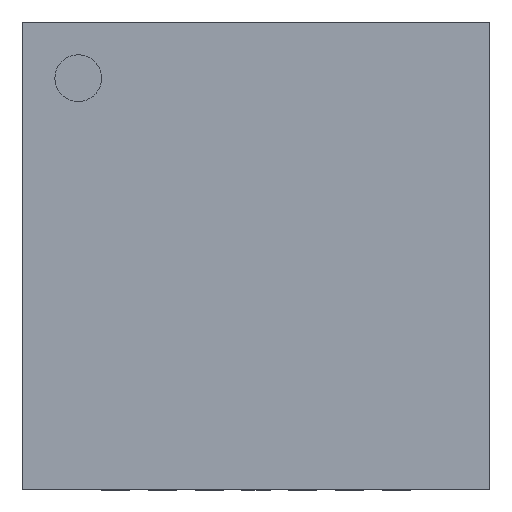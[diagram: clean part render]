
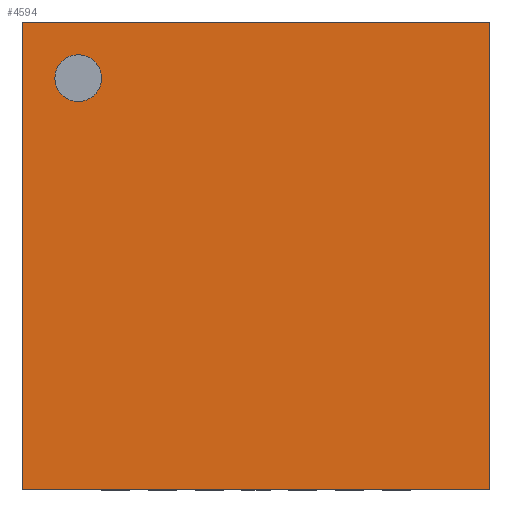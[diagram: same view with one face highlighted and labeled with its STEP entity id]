
A CAD part, top view. The second image highlights one B-rep face of the part: STEP entity #4594.
In plain terms, the highlighted planar face has unit normal (0, 0, 1).
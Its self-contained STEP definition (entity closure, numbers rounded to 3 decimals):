
#326=CARTESIAN_POINT('',(-1.65,1.9,1.0));
#327=VERTEX_POINT('',#326);
#336=CARTESIAN_POINT('',(-2.15,1.9,1.0));
#337=VERTEX_POINT('',#336);
#338=CARTESIAN_POINT('',(-1.9,1.9,1.0));
#339=DIRECTION('',(0.0,0.0,-1.0));
#340=DIRECTION('',(1.0,0.0,0.0));
#341=AXIS2_PLACEMENT_3D('',#338,#339,#340);
#342=CIRCLE('',#341,0.25);
#343=EDGE_CURVE('',#337,#327,#342,.T.);
#377=CARTESIAN_POINT('',(-1.9,1.9,1.0));
#378=DIRECTION('',(0.0,0.0,-1.0));
#379=DIRECTION('',(1.0,0.0,0.0));
#380=AXIS2_PLACEMENT_3D('',#377,#378,#379);
#381=CIRCLE('',#380,0.25);
#382=EDGE_CURVE('',#327,#337,#381,.T.);
#4095=CARTESIAN_POINT('',(2.5,2.5,1.0));
#4096=VERTEX_POINT('',#4095);
#4103=CARTESIAN_POINT('',(2.5,-2.5,1.0));
#4104=VERTEX_POINT('',#4103);
#4105=CARTESIAN_POINT('',(2.5,2.5,1.0));
#4106=DIRECTION('',(0.0,-1.0,0.0));
#4107=VECTOR('',#4106,5.0);
#4108=LINE('',#4105,#4107);
#4109=EDGE_CURVE('',#4096,#4104,#4108,.T.);
#4197=CARTESIAN_POINT('',(-2.5,-2.5,1.0));
#4198=VERTEX_POINT('',#4197);
#4199=CARTESIAN_POINT('',(2.5,-2.5,1.0));
#4200=DIRECTION('',(-1.0,0.0,0.0));
#4201=VECTOR('',#4200,5.0);
#4202=LINE('',#4199,#4201);
#4203=EDGE_CURVE('',#4104,#4198,#4202,.T.);
#4289=CARTESIAN_POINT('',(-2.5,2.5,1.0));
#4290=VERTEX_POINT('',#4289);
#4291=CARTESIAN_POINT('',(-2.5,-2.5,1.0));
#4292=DIRECTION('',(0.0,1.0,0.0));
#4293=VECTOR('',#4292,5.0);
#4294=LINE('',#4291,#4293);
#4295=EDGE_CURVE('',#4198,#4290,#4294,.T.);
#4437=CARTESIAN_POINT('',(-2.5,2.5,1.0));
#4438=DIRECTION('',(1.0,0.0,0.0));
#4439=VECTOR('',#4438,5.0);
#4440=LINE('',#4437,#4439);
#4441=EDGE_CURVE('',#4290,#4096,#4440,.T.);
#4579=CARTESIAN_POINT('',(0.0,0.0,1.0));
#4580=DIRECTION('',(0.0,0.0,1.0));
#4581=DIRECTION('',(1.0,0.0,0.0));
#4582=AXIS2_PLACEMENT_3D('',#4579,#4580,#4581);
#4583=PLANE('',#4582);
#4584=ORIENTED_EDGE('',*,*,#4109,.F.);
#4585=ORIENTED_EDGE('',*,*,#4441,.F.);
#4586=ORIENTED_EDGE('',*,*,#4295,.F.);
#4587=ORIENTED_EDGE('',*,*,#4203,.F.);
#4588=EDGE_LOOP('',(#4584,#4585,#4586,#4587));
#4589=FACE_OUTER_BOUND('',#4588,.T.);
#4590=ORIENTED_EDGE('',*,*,#382,.T.);
#4591=ORIENTED_EDGE('',*,*,#343,.T.);
#4592=EDGE_LOOP('',(#4590,#4591));
#4593=FACE_BOUND('',#4592,.T.);
#4594=ADVANCED_FACE('',(#4589,#4593),#4583,.T.);
